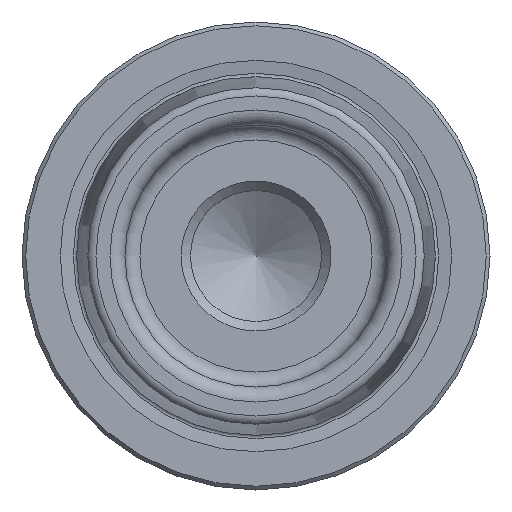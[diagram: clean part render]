
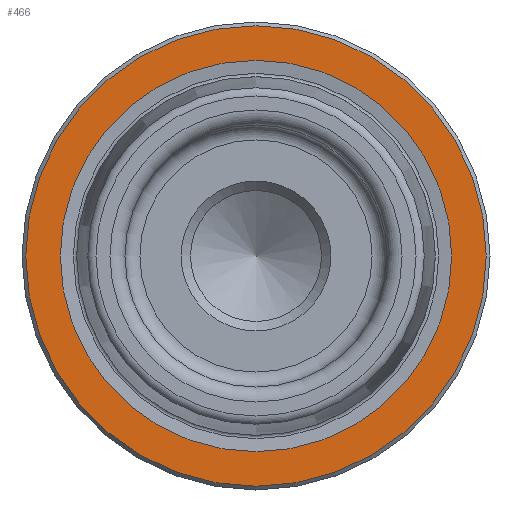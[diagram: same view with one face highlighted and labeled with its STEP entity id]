
A CAD part, left-side view. The second image highlights one B-rep face of the part: STEP entity #466.
In plain terms, the highlighted planar face has unit normal (-1, 0, 0).
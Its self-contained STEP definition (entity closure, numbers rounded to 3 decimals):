
#22=PLANE('',#533);
#67=ORIENTED_EDGE('',*,*,#138,.T.);
#68=ORIENTED_EDGE('',*,*,#145,.F.);
#138=EDGE_CURVE('',#181,#181,#226,.T.);
#145=EDGE_CURVE('',#188,#188,#233,.T.);
#181=VERTEX_POINT('',#787);
#188=VERTEX_POINT('',#809);
#226=CIRCLE('',#519,12.3);
#233=CIRCLE('',#534,10.455);
#284=EDGE_LOOP('',(#67));
#285=EDGE_LOOP('',(#68));
#370=FACE_BOUND('',#284,.T.);
#371=FACE_BOUND('',#285,.T.);
#466=ADVANCED_FACE('',(#370,#371),#22,.T.);
#519=AXIS2_PLACEMENT_3D('',#786,#613,#614);
#533=AXIS2_PLACEMENT_3D('',#807,#641,#642);
#534=AXIS2_PLACEMENT_3D('',#808,#643,#644);
#613=DIRECTION('',(-1.,0.,0.));
#614=DIRECTION('',(0.,0.,1.));
#641=DIRECTION('',(-1.,0.,0.));
#642=DIRECTION('',(0.,0.,1.));
#643=DIRECTION('',(-1.,0.,0.));
#644=DIRECTION('',(0.,0.,1.));
#786=CARTESIAN_POINT('',(0.,0.,0.));
#787=CARTESIAN_POINT('',(0.,0.,12.3));
#807=CARTESIAN_POINT('',(0.,0.,12.3));
#808=CARTESIAN_POINT('',(0.,0.,0.));
#809=CARTESIAN_POINT('',(0.,0.,10.455));
